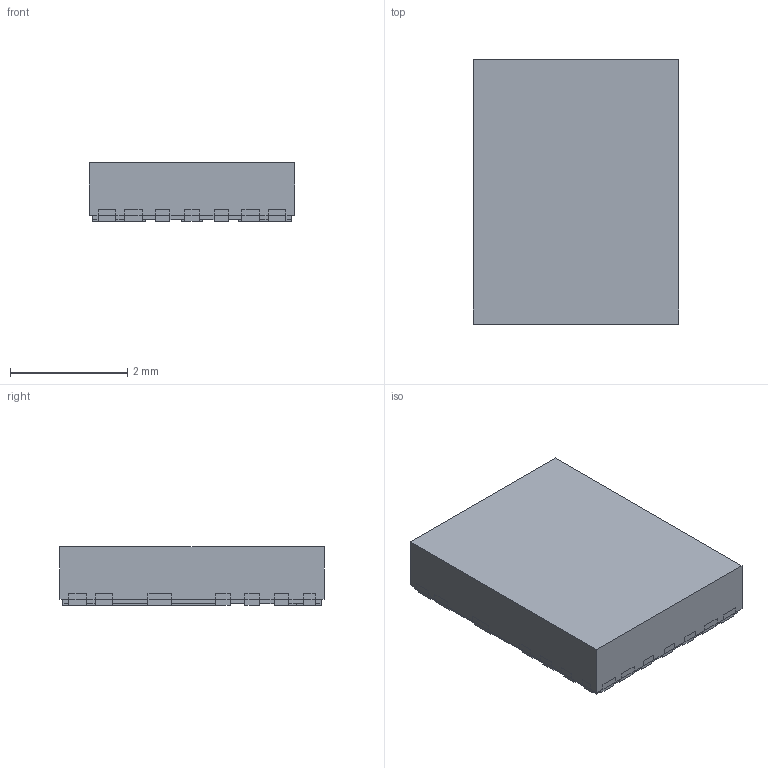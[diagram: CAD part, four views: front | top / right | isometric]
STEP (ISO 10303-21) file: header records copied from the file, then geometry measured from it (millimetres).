
FILE_DESCRIPTION((''),'2;1');
FILE_NAME('RPH0016A_ASM','2018-08-17T09:41:14',('a0412086'),(''),'CREO PARAMETRIC BY PTC INC, 2018020','CREO PARAMETRIC BY PTC INC, 2018020','');
FILE_SCHEMA(('AUTOMOTIVE_DESIGN { 1 0 10303 214 1 1 1 1 }'));
Length unit declared in the file: millimetre
Products named in the file (4): FRAME_AF0; BODY_AF0; PIN1_AREA; RPH0016A_ASM
Assembly tree (3 placements, depth 2):
  RPH0016A_ASM
    FRAME_AF0
    BODY_AF0
    PIN1_AREA
Bounding box: 3.5 x 4.5 x 1 mm (x, y, z)
Volume: 15.4 mm3; surface area: 69.4 mm2
Topology: 17 solids, 17 shells, 340 faces, 918 edges, 612 vertices
Faces by surface type: plane 340
Entity records: 13885 total; most frequent: CARTESIAN_POINT 1920, ORIENTED_EDGE 1836, DIRECTION 1664, PRESENTATION_STYLE_ASSIGNMENT 962, STYLED_ITEM 936, VECTOR 918, LINE 918, CURVE_STYLE 918
